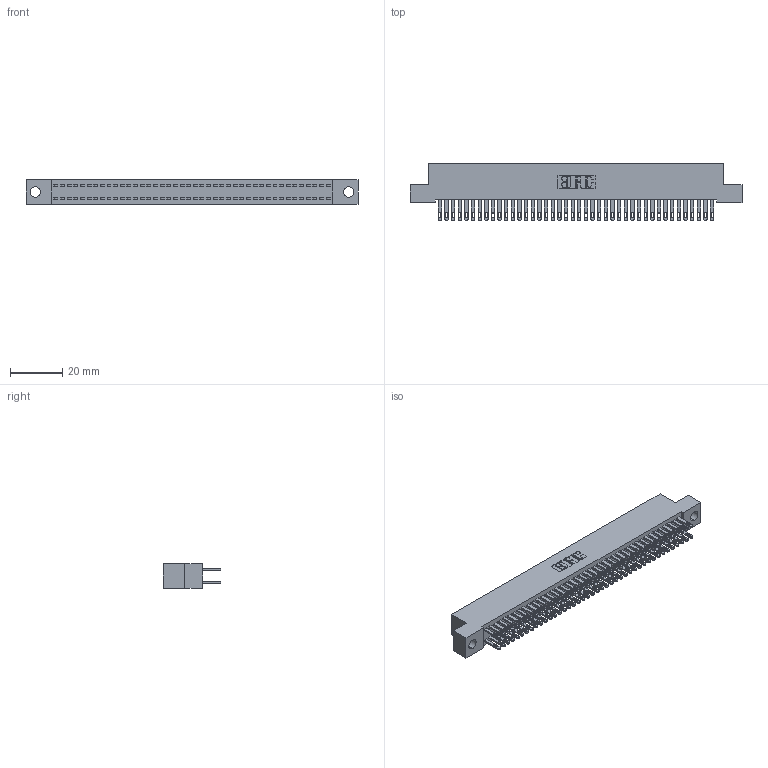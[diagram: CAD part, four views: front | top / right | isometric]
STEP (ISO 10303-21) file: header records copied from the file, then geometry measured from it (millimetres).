
FILE_DESCRIPTION (( 'STEP AP203' ), '1' );
FILE_NAME ('342-084-500-204.STEP', '2018-08-13T17:13:59', ( '' ), ( '' ), 'SwSTEP 2.0', 'SolidWorks 2016', '' );
FILE_SCHEMA (( 'CONFIG_CONTROL_DESIGN' ));
Length unit declared in the file: inch
Products named in the file (3): 342-084-500-204; 342 Part_.156 TH; 345-292-001_345-293-100
Assembly tree (85 placements, depth 2):
  342-084-500-204
    342 Part_.156 TH
    345-292-001_345-293-100  x84
Bounding box: 127 x 21.85 x 9.4 mm (x, y, z)
Volume: 11580.6 mm3; surface area: 19478.8 mm2
Topology: 85 solids, 85 shells, 4142 faces, 12647 edges, 8430 vertices
Faces by surface type: plane 2586, cylinder 1556
Entity records: 26821 total; most frequent: CARTESIAN_POINT 4442, ORIENTED_EDGE 4378, DIRECTION 3797, EDGE_CURVE 2189, LINE 2057, VECTOR 2057, VERTEX_POINT 1458, AXIS2_PLACEMENT_3D 870
